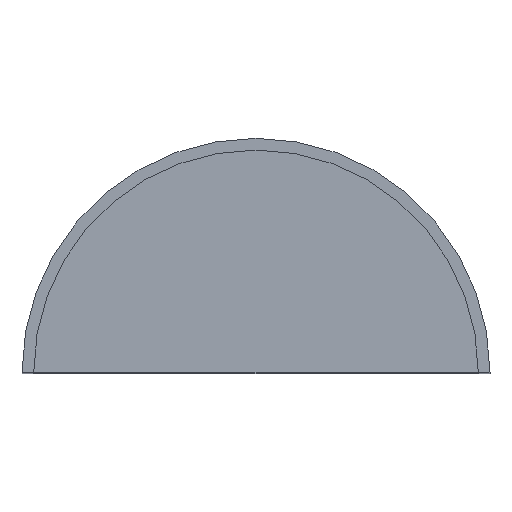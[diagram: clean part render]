
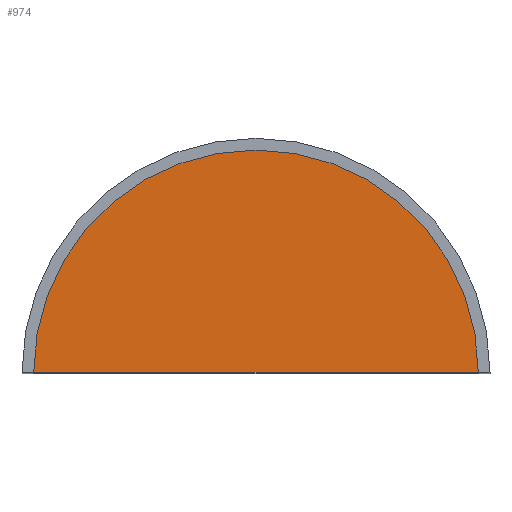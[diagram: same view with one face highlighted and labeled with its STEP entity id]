
A CAD part, top view. The second image highlights one B-rep face of the part: STEP entity #974.
In plain terms, the highlighted planar face has unit normal (0, 0, 1).
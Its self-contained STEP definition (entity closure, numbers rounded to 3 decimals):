
#873 = CYLINDRICAL_SURFACE('',#874,190.);
#874 = AXIS2_PLACEMENT_3D('',#875,#876,#877);
#875 = CARTESIAN_POINT('',(0.,0.,570.));
#876 = DIRECTION('',(0.,0.,1.));
#877 = DIRECTION('',(1.,0.,0.));
#898 = VERTEX_POINT('',#899);
#899 = CARTESIAN_POINT('',(-190.,0.,610.));
#913 = PLANE('',#914);
#914 = AXIS2_PLACEMENT_3D('',#915,#916,#917);
#915 = CARTESIAN_POINT('',(95.,0.,590.));
#916 = DIRECTION('',(-0.,-1.,-0.));
#917 = DIRECTION('',(0.,0.,-1.));
#925 = EDGE_CURVE('',#926,#898,#928,.T.);
#926 = VERTEX_POINT('',#927);
#927 = CARTESIAN_POINT('',(190.,0.,610.));
#928 = SURFACE_CURVE('',#929,(#934,#941),.PCURVE_S1.);
#929 = CIRCLE('',#930,190.);
#930 = AXIS2_PLACEMENT_3D('',#931,#932,#933);
#931 = CARTESIAN_POINT('',(0.,0.,610.));
#932 = DIRECTION('',(0.,0.,1.));
#933 = DIRECTION('',(1.,0.,0.));
#934 = PCURVE('',#873,#935);
#935 = DEFINITIONAL_REPRESENTATION('',(#936),#940);
#936 = LINE('',#937,#938);
#937 = CARTESIAN_POINT('',(0.,40.));
#938 = VECTOR('',#939,1.);
#939 = DIRECTION('',(1.,0.));
#940 = ( GEOMETRIC_REPRESENTATION_CONTEXT(2) 
PARAMETRIC_REPRESENTATION_CONTEXT() REPRESENTATION_CONTEXT('2D SPACE',''
  ) );
#941 = PCURVE('',#942,#947);
#942 = PLANE('',#943);
#943 = AXIS2_PLACEMENT_3D('',#944,#945,#946);
#944 = CARTESIAN_POINT('',(0.,0.,610.));
#945 = DIRECTION('',(0.,0.,1.));
#946 = DIRECTION('',(1.,0.,0.));
#947 = DEFINITIONAL_REPRESENTATION('',(#948),#952);
#948 = CIRCLE('',#949,190.);
#949 = AXIS2_PLACEMENT_2D('',#950,#951);
#950 = CARTESIAN_POINT('',(0.,0.));
#951 = DIRECTION('',(1.,0.));
#952 = ( GEOMETRIC_REPRESENTATION_CONTEXT(2) 
PARAMETRIC_REPRESENTATION_CONTEXT() REPRESENTATION_CONTEXT('2D SPACE',''
  ) );
#974 = ADVANCED_FACE('',(#975),#942,.T.);
#975 = FACE_BOUND('',#976,.T.);
#976 = EDGE_LOOP('',(#977,#978));
#977 = ORIENTED_EDGE('',*,*,#925,.T.);
#978 = ORIENTED_EDGE('',*,*,#979,.T.);
#979 = EDGE_CURVE('',#898,#926,#980,.T.);
#980 = SURFACE_CURVE('',#981,(#985,#992),.PCURVE_S1.);
#981 = LINE('',#982,#983);
#982 = CARTESIAN_POINT('',(-190.,0.,610.));
#983 = VECTOR('',#984,1.);
#984 = DIRECTION('',(1.,0.,0.));
#985 = PCURVE('',#942,#986);
#986 = DEFINITIONAL_REPRESENTATION('',(#987),#991);
#987 = LINE('',#988,#989);
#988 = CARTESIAN_POINT('',(-190.,0.));
#989 = VECTOR('',#990,1.);
#990 = DIRECTION('',(1.,0.));
#991 = ( GEOMETRIC_REPRESENTATION_CONTEXT(2) 
PARAMETRIC_REPRESENTATION_CONTEXT() REPRESENTATION_CONTEXT('2D SPACE',''
  ) );
#992 = PCURVE('',#913,#993);
#993 = DEFINITIONAL_REPRESENTATION('',(#994),#998);
#994 = LINE('',#995,#996);
#995 = CARTESIAN_POINT('',(-20.,-285.));
#996 = VECTOR('',#997,1.);
#997 = DIRECTION('',(0.,1.));
#998 = ( GEOMETRIC_REPRESENTATION_CONTEXT(2) 
PARAMETRIC_REPRESENTATION_CONTEXT() REPRESENTATION_CONTEXT('2D SPACE',''
  ) );
